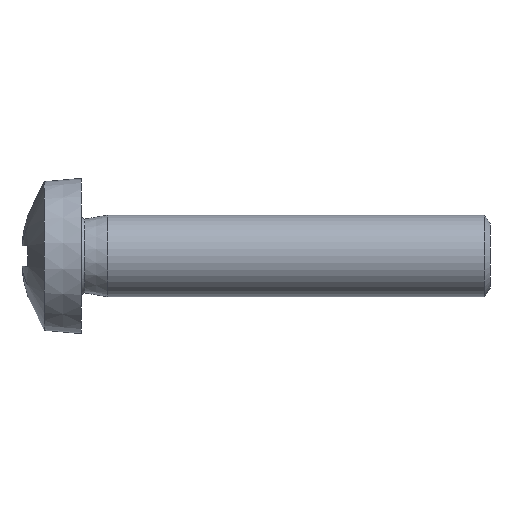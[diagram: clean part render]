
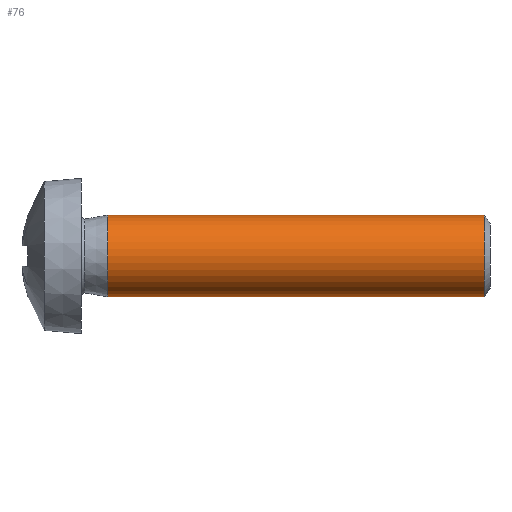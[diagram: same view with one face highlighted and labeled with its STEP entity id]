
A CAD part, front view. The second image highlights one B-rep face of the part: STEP entity #76.
In plain terms, the highlighted cylindrical face has radius 2.5 mm (diameter 5 mm), a partial arc.
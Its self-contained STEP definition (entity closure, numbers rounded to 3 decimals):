
#25 = EDGE_CURVE ( 'NONE', #982, #165, #876, .T. ) ;
#63 = DIRECTION ( 'NONE',  ( 1., 0., 0. ) ) ;
#76 = ADVANCED_FACE ( 'NONE', ( #823 ), #284, .T. ) ;
#101 = CARTESIAN_POINT ( 'NONE',  ( 13.127, 0., -2.5 ) ) ;
#112 = CARTESIAN_POINT ( 'NONE',  ( 24.653, 0., 0. ) ) ;
#151 = ORIENTED_EDGE ( 'NONE', *, *, #368, .T. ) ;
#165 = VERTEX_POINT ( 'NONE', #766 ) ;
#179 = EDGE_CURVE ( 'NONE', #982, #1075, #447, .T. ) ;
#186 = CARTESIAN_POINT ( 'NONE',  ( 24.653, 0., -2.5 ) ) ;
#222 = CARTESIAN_POINT ( 'NONE',  ( 13.127, 0., 2.5 ) ) ;
#284 = CYLINDRICAL_SURFACE ( 'NONE', #768, 2.5 ) ;
#302 = VECTOR ( 'NONE', #1064, 1000. ) ;
#368 = EDGE_CURVE ( 'NONE', #761, #165, #445, .T. ) ;
#441 = DIRECTION ( 'NONE',  ( -1., 0., 0. ) ) ;
#445 = CIRCLE ( 'NONE', #1221, 2.5 ) ;
#447 = CIRCLE ( 'NONE', #736, 2.5 ) ;
#481 = VECTOR ( 'NONE', #441, 1000. ) ;
#544 = ORIENTED_EDGE ( 'NONE', *, *, #1239, .T. ) ;
#736 = AXIS2_PLACEMENT_3D ( 'NONE', #112, #1078, #1288 ) ;
#741 = CARTESIAN_POINT ( 'NONE',  ( 24.653, 0., 2.5 ) ) ;
#744 = CARTESIAN_POINT ( 'NONE',  ( 13.127, 0., 0. ) ) ;
#761 = VERTEX_POINT ( 'NONE', #1299 ) ;
#766 = CARTESIAN_POINT ( 'NONE',  ( 1.6, 0., -2.5 ) ) ;
#768 = AXIS2_PLACEMENT_3D ( 'NONE', #744, #849, #957 ) ;
#823 = FACE_OUTER_BOUND ( 'NONE', #1014, .T. ) ;
#849 = DIRECTION ( 'NONE',  ( -1., 0., 0. ) ) ;
#860 = ORIENTED_EDGE ( 'NONE', *, *, #25, .F. ) ;
#876 = LINE ( 'NONE', #101, #302 ) ;
#957 = DIRECTION ( 'NONE',  ( 0., 0., 1. ) ) ;
#982 = VERTEX_POINT ( 'NONE', #186 ) ;
#1014 = EDGE_LOOP ( 'NONE', ( #860, #1158, #544, #151 ) ) ;
#1021 = DIRECTION ( 'NONE',  ( 0., 0., 1. ) ) ;
#1064 = DIRECTION ( 'NONE',  ( -1., 0., 0. ) ) ;
#1075 = VERTEX_POINT ( 'NONE', #741 ) ;
#1078 = DIRECTION ( 'NONE',  ( -1., 0., 0. ) ) ;
#1116 = LINE ( 'NONE', #222, #481 ) ;
#1127 = CARTESIAN_POINT ( 'NONE',  ( 1.6, 0., 0. ) ) ;
#1158 = ORIENTED_EDGE ( 'NONE', *, *, #179, .T. ) ;
#1221 = AXIS2_PLACEMENT_3D ( 'NONE', #1127, #63, #1021 ) ;
#1239 = EDGE_CURVE ( 'NONE', #1075, #761, #1116, .T. ) ;
#1288 = DIRECTION ( 'NONE',  ( 0., 0., 1. ) ) ;
#1299 = CARTESIAN_POINT ( 'NONE',  ( 1.6, 0., 2.5 ) ) ;
